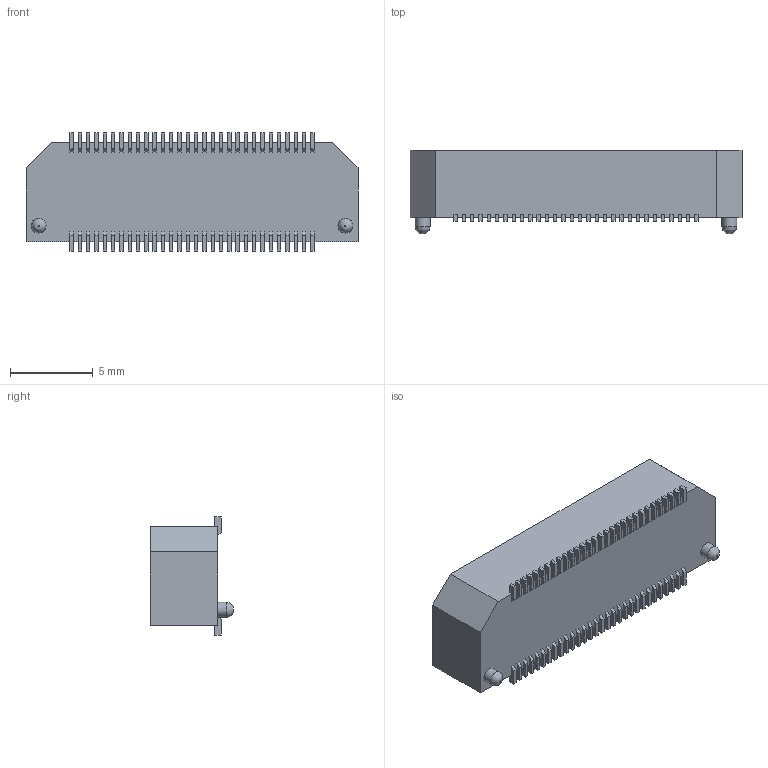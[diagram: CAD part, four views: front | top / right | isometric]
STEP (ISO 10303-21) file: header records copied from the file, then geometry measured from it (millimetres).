
FILE_DESCRIPTION( ( 'STEP AP214' ), '1' );
FILE_NAME( 'BTH-030-01-F-D-A.stp', '2022-03-24T15:37:57', ( 'License CC BY-ND 4.0' ), ( 'CADENAS' ), ' ', 'PARTsolutions', ' ' );
FILE_SCHEMA( ( 'AUTOMOTIVE_DESIGN { 1 0 10303 214 1 1 1 1 }' ) );
Length unit declared in the file: inch
Products named in the file (3): BTH-030-01-F-D-A; _BTH-030-01-D-A_terminal; _T-1S39-01-030
Assembly tree (2 placements, depth 2):
  BTH-030-01-F-D-A
    _BTH-030-01-D-A_terminal
    _T-1S39-01-030
Bounding box: 20 x 5.02 x 7.11 mm (x, y, z)
Volume: 332 mm3; surface area: 1107.2 mm2
Topology: 2 solids, 2 shells, 1047 faces, 3058 edges, 1960 vertices
Faces by surface type: plane 1043, bspline 2, cylinder 2
Full cylindrical faces by diameter (mm): 0.889 x2
Entity records: 42164 total; most frequent: CARTESIAN_POINT 6114, ORIENTED_EDGE 6104, DIRECTION 5154, EDGE_CURVE 3052, LINE 3046, VECTOR 3046, VERTEX_POINT 1958, AXIS2_PLACEMENT_3D 1054
